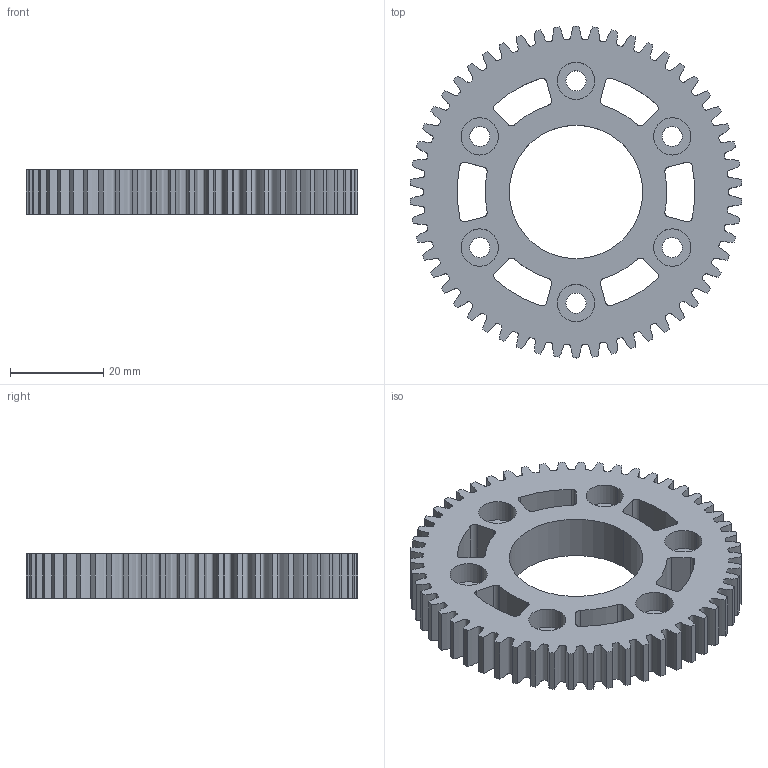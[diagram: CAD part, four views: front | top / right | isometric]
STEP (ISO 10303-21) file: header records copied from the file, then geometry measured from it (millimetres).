
FILE_DESCRIPTION (( 'STEP AP203' ), '1' );
FILE_NAME ('54.Bearing.VP.STEP', '2014-06-21T23:16:52', ( '' ), ( '' ), 'SwSTEP 2.0', 'SolidWorks 2013', '' );
FILE_SCHEMA (( 'CONFIG_CONTROL_DESIGN' ));
Length unit declared in the file: inch
Products named in the file (1): 54.Bearing.VP
Bounding box: 71.06 x 71.12 x 9.53 mm (x, y, z)
Volume: 24140.6 mm3; surface area: 13110.5 mm2
Topology: 1 solids, 1 shells, 198 faces, 570 edges, 380 vertices
Faces by surface type: cylinder 124, bspline 54, plane 20
Entity records: 21097 total; most frequent: CARTESIAN_POINT 15891, ORIENTED_EDGE 1140, DIRECTION 1000, EDGE_CURVE 570, AXIS2_PLACEMENT_3D 393, VERTEX_POINT 380, CIRCLE 248, EDGE_LOOP 230
